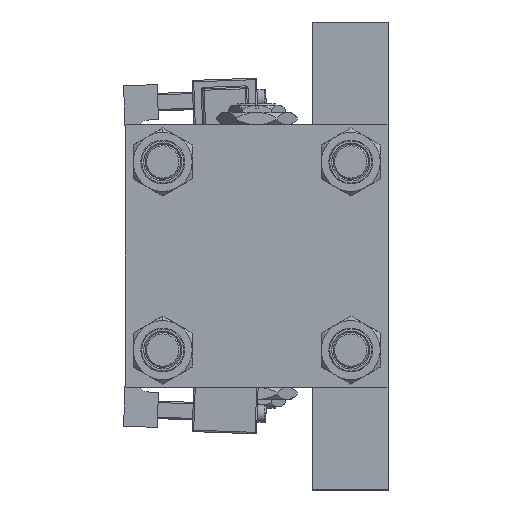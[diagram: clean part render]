
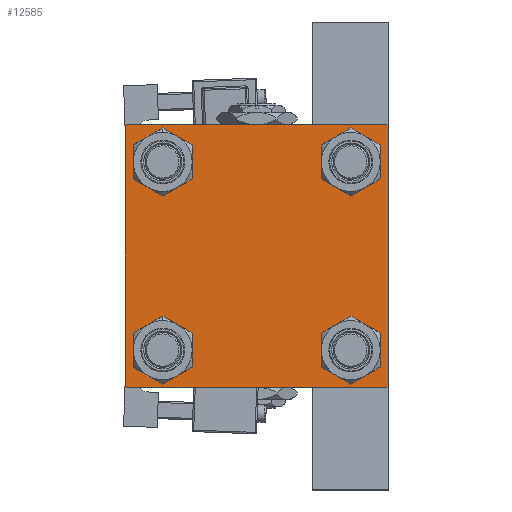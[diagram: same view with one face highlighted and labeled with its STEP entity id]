
A CAD part, left-side view. The second image highlights one B-rep face of the part: STEP entity #12585.
In plain terms, the highlighted planar face has unit normal (-1, 0, 0).
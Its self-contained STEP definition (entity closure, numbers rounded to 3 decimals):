
#51 = VERTEX_POINT ( 'NONE', #53680 ) ;
#891 = CARTESIAN_POINT ( 'NONE',  ( 0., 45., 45. ) ) ;
#1760 = VERTEX_POINT ( 'NONE', #31787 ) ;
#1851 = ORIENTED_EDGE ( 'NONE', *, *, #3085, .T. ) ;
#1916 = ORIENTED_EDGE ( 'NONE', *, *, #26146, .T. ) ;
#2162 = EDGE_CURVE ( 'NONE', #22613, #51, #32975, .T. ) ;
#3085 = EDGE_CURVE ( 'NONE', #50790, #48028, #26843, .T. ) ;
#3620 = DIRECTION ( 'NONE',  ( 0., -1., 0. ) ) ;
#3722 = CARTESIAN_POINT ( 'NONE',  ( 0., -44.5, -45. ) ) ;
#3736 = CARTESIAN_POINT ( 'NONE',  ( 0., 32.15, -32.15 ) ) ;
#3998 = LINE ( 'NONE', #11736, #52237 ) ;
#4183 = EDGE_LOOP ( 'NONE', ( #1851, #36763 ) ) ;
#4378 = CIRCLE ( 'NONE', #11446, 6.5 ) ;
#4715 = DIRECTION ( 'NONE',  ( 0., 0., -1. ) ) ;
#4733 = DIRECTION ( 'NONE',  ( 0., -1., 0. ) ) ;
#5044 = EDGE_LOOP ( 'NONE', ( #52196, #1916 ) ) ;
#5339 = DIRECTION ( 'NONE',  ( 0., -0.707, -0.707 ) ) ;
#5537 = DIRECTION ( 'NONE',  ( 0., 0., 1. ) ) ;
#5941 = CARTESIAN_POINT ( 'NONE',  ( 0., -32.15, -32.15 ) ) ;
#6186 = VERTEX_POINT ( 'NONE', #40817 ) ;
#6531 = AXIS2_PLACEMENT_3D ( 'NONE', #28119, #6867, #20111 ) ;
#6867 = DIRECTION ( 'NONE',  ( 1., 0., 0. ) ) ;
#6896 = CIRCLE ( 'NONE', #22785, 6.5 ) ;
#8535 = AXIS2_PLACEMENT_3D ( 'NONE', #9945, #47714, #5537 ) ;
#8681 = AXIS2_PLACEMENT_3D ( 'NONE', #32504, #36341, #27530 ) ;
#8713 = CARTESIAN_POINT ( 'NONE',  ( 0., -44.75, 44.75 ) ) ;
#9528 = DIRECTION ( 'NONE',  ( 0., 0.707, 0.707 ) ) ;
#9780 = PLANE ( 'NONE',  #19696 ) ;
#9945 = CARTESIAN_POINT ( 'NONE',  ( 0., -32.15, -32.15 ) ) ;
#10016 = ORIENTED_EDGE ( 'NONE', *, *, #33249, .T. ) ;
#10133 = VERTEX_POINT ( 'NONE', #34571 ) ;
#11007 = CARTESIAN_POINT ( 'NONE',  ( 0., 44.75, 44.75 ) ) ;
#11446 = AXIS2_PLACEMENT_3D ( 'NONE', #28163, #12124, #36968 ) ;
#11736 = CARTESIAN_POINT ( 'NONE',  ( 0., -44.75, -44.75 ) ) ;
#11810 = LINE ( 'NONE', #11007, #39186 ) ;
#11847 = AXIS2_PLACEMENT_3D ( 'NONE', #39445, #14088, #51819 ) ;
#11981 = ORIENTED_EDGE ( 'NONE', *, *, #51998, .T. ) ;
#12102 = EDGE_LOOP ( 'NONE', ( #29999, #31561 ) ) ;
#12124 = DIRECTION ( 'NONE',  ( 1., 0., 0. ) ) ;
#12585 = ADVANCED_FACE ( 'NONE', ( #52470, #31585, #13931, #47269, #13657 ), #9780, .T. ) ;
#13153 = EDGE_LOOP ( 'NONE', ( #10016, #27797 ) ) ;
#13158 = LINE ( 'NONE', #37707, #49927 ) ;
#13298 = AXIS2_PLACEMENT_3D ( 'NONE', #15923, #32770, #28629 ) ;
#13564 = CARTESIAN_POINT ( 'NONE',  ( 0., 45., 44.5 ) ) ;
#13657 = FACE_OUTER_BOUND ( 'NONE', #34742, .T. ) ;
#13931 = FACE_BOUND ( 'NONE', #4183, .T. ) ;
#14088 = DIRECTION ( 'NONE',  ( 1., 0., 0. ) ) ;
#14255 = EDGE_CURVE ( 'NONE', #1760, #23845, #25557, .T. ) ;
#14334 = CARTESIAN_POINT ( 'NONE',  ( 0., 32.15, 38.65 ) ) ;
#14551 = VERTEX_POINT ( 'NONE', #47651 ) ;
#14743 = CARTESIAN_POINT ( 'NONE',  ( 0., -32.15, -25.65 ) ) ;
#15914 = ORIENTED_EDGE ( 'NONE', *, *, #29924, .T. ) ;
#15923 = CARTESIAN_POINT ( 'NONE',  ( 0., -32.15, 32.15 ) ) ;
#16436 = DIRECTION ( 'NONE',  ( 1., 0., 0. ) ) ;
#17278 = AXIS2_PLACEMENT_3D ( 'NONE', #5941, #31609, #22520 ) ;
#19696 = AXIS2_PLACEMENT_3D ( 'NONE', #26622, #35169, #51930 ) ;
#19966 = VERTEX_POINT ( 'NONE', #50326 ) ;
#20111 = DIRECTION ( 'NONE',  ( 0., 0., 1. ) ) ;
#20299 = EDGE_CURVE ( 'NONE', #43071, #51138, #33120, .T. ) ;
#20892 = CIRCLE ( 'NONE', #8535, 6.5 ) ;
#21326 = LINE ( 'NONE', #891, #42826 ) ;
#21450 = ORIENTED_EDGE ( 'NONE', *, *, #14255, .T. ) ;
#21485 = EDGE_CURVE ( 'NONE', #48018, #23845, #21326, .T. ) ;
#22520 = DIRECTION ( 'NONE',  ( 0., 0., 1. ) ) ;
#22613 = VERTEX_POINT ( 'NONE', #14334 ) ;
#22785 = AXIS2_PLACEMENT_3D ( 'NONE', #3736, #16436, #42074 ) ;
#22970 = VECTOR ( 'NONE', #5339, 1000. ) ;
#23845 = VERTEX_POINT ( 'NONE', #41285 ) ;
#23907 = DIRECTION ( 'NONE',  ( 0., -0.707, 0.707 ) ) ;
#24761 = ORIENTED_EDGE ( 'NONE', *, *, #42561, .T. ) ;
#25557 = LINE ( 'NONE', #8713, #40033 ) ;
#26146 = EDGE_CURVE ( 'NONE', #51, #22613, #27207, .T. ) ;
#26323 = LINE ( 'NONE', #43123, #22970 ) ;
#26622 = CARTESIAN_POINT ( 'NONE',  ( 0., 0., 0. ) ) ;
#26843 = CIRCLE ( 'NONE', #11847, 6.5 ) ;
#27207 = CIRCLE ( 'NONE', #8681, 6.5 ) ;
#27530 = DIRECTION ( 'NONE',  ( 0., 0., 1. ) ) ;
#27727 = CARTESIAN_POINT ( 'NONE',  ( 0., 32.15, -38.65 ) ) ;
#27797 = ORIENTED_EDGE ( 'NONE', *, *, #29437, .T. ) ;
#28119 = CARTESIAN_POINT ( 'NONE',  ( 0., 32.15, 32.15 ) ) ;
#28163 = CARTESIAN_POINT ( 'NONE',  ( 0., -32.15, 32.15 ) ) ;
#28629 = DIRECTION ( 'NONE',  ( 0., 0., 1. ) ) ;
#29096 = EDGE_CURVE ( 'NONE', #1760, #10133, #35074, .T. ) ;
#29437 = EDGE_CURVE ( 'NONE', #6186, #14551, #4378, .T. ) ;
#29924 = EDGE_CURVE ( 'NONE', #49136, #19966, #26323, .T. ) ;
#29999 = ORIENTED_EDGE ( 'NONE', *, *, #20299, .T. ) ;
#31561 = ORIENTED_EDGE ( 'NONE', *, *, #51337, .T. ) ;
#31585 = FACE_BOUND ( 'NONE', #12102, .T. ) ;
#31609 = DIRECTION ( 'NONE',  ( 1., 0., 0. ) ) ;
#31787 = CARTESIAN_POINT ( 'NONE',  ( 0., -45., 44.5 ) ) ;
#32504 = CARTESIAN_POINT ( 'NONE',  ( 0., 32.15, 32.15 ) ) ;
#32770 = DIRECTION ( 'NONE',  ( 1., 0., 0. ) ) ;
#32975 = CIRCLE ( 'NONE', #6531, 6.5 ) ;
#33120 = CIRCLE ( 'NONE', #17278, 6.5 ) ;
#33249 = EDGE_CURVE ( 'NONE', #14551, #6186, #41477, .T. ) ;
#34176 = CARTESIAN_POINT ( 'NONE',  ( 0., 32.15, -25.65 ) ) ;
#34487 = ORIENTED_EDGE ( 'NONE', *, *, #21485, .F. ) ;
#34571 = CARTESIAN_POINT ( 'NONE',  ( 0., -45., -44.5 ) ) ;
#34742 = EDGE_LOOP ( 'NONE', ( #11981, #15914, #45350, #47881, #53481, #21450, #34487, #24761 ) ) ;
#35074 = LINE ( 'NONE', #46893, #45792 ) ;
#35169 = DIRECTION ( 'NONE',  ( -1., 0., 0. ) ) ;
#35883 = VECTOR ( 'NONE', #3620, 1000. ) ;
#36112 = DIRECTION ( 'NONE',  ( 0., 0.707, -0.707 ) ) ;
#36341 = DIRECTION ( 'NONE',  ( 1., 0., 0. ) ) ;
#36763 = ORIENTED_EDGE ( 'NONE', *, *, #53899, .T. ) ;
#36968 = DIRECTION ( 'NONE',  ( 0., 0., 1. ) ) ;
#37707 = CARTESIAN_POINT ( 'NONE',  ( 0., 45., 45. ) ) ;
#38526 = VERTEX_POINT ( 'NONE', #13564 ) ;
#39186 = VECTOR ( 'NONE', #36112, 1000. ) ;
#39445 = CARTESIAN_POINT ( 'NONE',  ( 0., 32.15, -32.15 ) ) ;
#40033 = VECTOR ( 'NONE', #9528, 1000. ) ;
#40112 = CARTESIAN_POINT ( 'NONE',  ( 0., 44.5, 45. ) ) ;
#40241 = EDGE_CURVE ( 'NONE', #42200, #10133, #3998, .T. ) ;
#40817 = CARTESIAN_POINT ( 'NONE',  ( 0., -32.15, 25.65 ) ) ;
#41149 = CARTESIAN_POINT ( 'NONE',  ( 0., 45., -45. ) ) ;
#41285 = CARTESIAN_POINT ( 'NONE',  ( 0., -44.5, 45. ) ) ;
#41477 = CIRCLE ( 'NONE', #13298, 6.5 ) ;
#42023 = CARTESIAN_POINT ( 'NONE',  ( 0., 45., -44.5 ) ) ;
#42074 = DIRECTION ( 'NONE',  ( 0., 0., 1. ) ) ;
#42200 = VERTEX_POINT ( 'NONE', #3722 ) ;
#42561 = EDGE_CURVE ( 'NONE', #48018, #38526, #11810, .T. ) ;
#42826 = VECTOR ( 'NONE', #4733, 1000. ) ;
#43071 = VERTEX_POINT ( 'NONE', #14743 ) ;
#43123 = CARTESIAN_POINT ( 'NONE',  ( 0., 44.75, -44.75 ) ) ;
#45350 = ORIENTED_EDGE ( 'NONE', *, *, #48457, .T. ) ;
#45792 = VECTOR ( 'NONE', #4715, 1000. ) ;
#46893 = CARTESIAN_POINT ( 'NONE',  ( 0., -45., 45. ) ) ;
#47269 = FACE_BOUND ( 'NONE', #5044, .T. ) ;
#47651 = CARTESIAN_POINT ( 'NONE',  ( 0., -32.15, 38.65 ) ) ;
#47714 = DIRECTION ( 'NONE',  ( 1., 0., 0. ) ) ;
#47881 = ORIENTED_EDGE ( 'NONE', *, *, #40241, .T. ) ;
#48018 = VERTEX_POINT ( 'NONE', #40112 ) ;
#48028 = VERTEX_POINT ( 'NONE', #27727 ) ;
#48328 = CARTESIAN_POINT ( 'NONE',  ( 0., -32.15, -38.65 ) ) ;
#48457 = EDGE_CURVE ( 'NONE', #19966, #42200, #50192, .T. ) ;
#49136 = VERTEX_POINT ( 'NONE', #42023 ) ;
#49927 = VECTOR ( 'NONE', #54467, 1000. ) ;
#50192 = LINE ( 'NONE', #41149, #35883 ) ;
#50326 = CARTESIAN_POINT ( 'NONE',  ( 0., 44.5, -45. ) ) ;
#50790 = VERTEX_POINT ( 'NONE', #34176 ) ;
#51138 = VERTEX_POINT ( 'NONE', #48328 ) ;
#51337 = EDGE_CURVE ( 'NONE', #51138, #43071, #20892, .T. ) ;
#51819 = DIRECTION ( 'NONE',  ( 0., 0., 1. ) ) ;
#51930 = DIRECTION ( 'NONE',  ( 0., 0., 1. ) ) ;
#51998 = EDGE_CURVE ( 'NONE', #38526, #49136, #13158, .T. ) ;
#52196 = ORIENTED_EDGE ( 'NONE', *, *, #2162, .T. ) ;
#52237 = VECTOR ( 'NONE', #23907, 1000. ) ;
#52470 = FACE_BOUND ( 'NONE', #13153, .T. ) ;
#53481 = ORIENTED_EDGE ( 'NONE', *, *, #29096, .F. ) ;
#53680 = CARTESIAN_POINT ( 'NONE',  ( 0., 32.15, 25.65 ) ) ;
#53899 = EDGE_CURVE ( 'NONE', #48028, #50790, #6896, .T. ) ;
#54467 = DIRECTION ( 'NONE',  ( 0., 0., -1. ) ) ;
